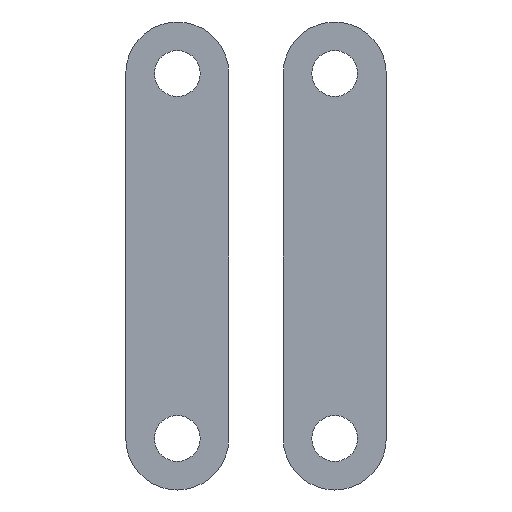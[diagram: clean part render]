
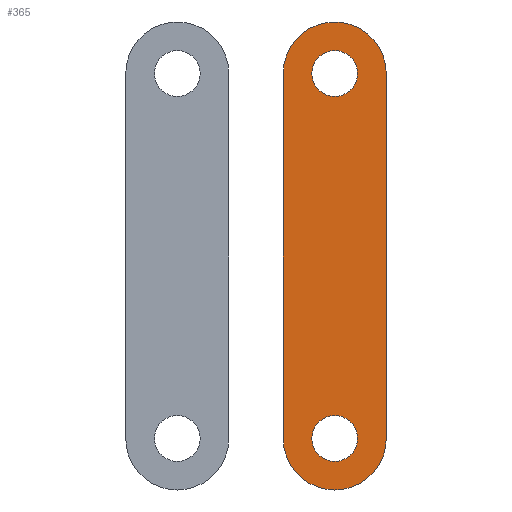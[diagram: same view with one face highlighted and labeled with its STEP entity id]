
A CAD part, front view. The second image highlights one B-rep face of the part: STEP entity #365.
In plain terms, the highlighted planar face has unit normal (0, -1, 0).
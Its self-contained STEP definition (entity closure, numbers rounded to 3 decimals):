
#17=FACE_BOUND('',#70,.T.);
#18=FACE_BOUND('',#71,.T.);
#31=PLANE('',#408);
#45=FACE_OUTER_BOUND('',#69,.T.);
#69=EDGE_LOOP('',(#269,#270,#271,#272));
#70=EDGE_LOOP('',(#273));
#71=EDGE_LOOP('',(#274));
#104=LINE('',#584,#128);
#108=LINE('',#594,#132);
#128=VECTOR('',#461,10.);
#132=VECTOR('',#473,10.);
#150=CIRCLE('',#402,3.6);
#152=CIRCLE('',#406,3.6);
#153=CIRCLE('',#409,1.6);
#154=CIRCLE('',#410,1.6);
#175=VERTEX_POINT('',#575);
#176=VERTEX_POINT('',#577);
#178=VERTEX_POINT('',#583);
#180=VERTEX_POINT('',#589);
#181=VERTEX_POINT('',#596);
#182=VERTEX_POINT('',#598);
#207=EDGE_CURVE('',#176,#175,#150,.T.);
#210=EDGE_CURVE('',#178,#176,#104,.T.);
#213=EDGE_CURVE('',#180,#178,#152,.T.);
#216=EDGE_CURVE('',#175,#180,#108,.T.);
#217=EDGE_CURVE('',#181,#181,#153,.T.);
#218=EDGE_CURVE('',#182,#182,#154,.T.);
#269=ORIENTED_EDGE('',*,*,#216,.T.);
#270=ORIENTED_EDGE('',*,*,#213,.T.);
#271=ORIENTED_EDGE('',*,*,#210,.T.);
#272=ORIENTED_EDGE('',*,*,#207,.T.);
#273=ORIENTED_EDGE('',*,*,#217,.T.);
#274=ORIENTED_EDGE('',*,*,#218,.T.);
#365=ADVANCED_FACE('',(#45,#17,#18),#31,.T.);
#402=AXIS2_PLACEMENT_3D('',#578,#455,#456);
#406=AXIS2_PLACEMENT_3D('',#590,#467,#468);
#408=AXIS2_PLACEMENT_3D('',#595,#474,#475);
#409=AXIS2_PLACEMENT_3D('',#597,#476,#477);
#410=AXIS2_PLACEMENT_3D('',#599,#478,#479);
#455=DIRECTION('center_axis',(0.,-1.,0.));
#456=DIRECTION('ref_axis',(-1.,0.,0.));
#461=DIRECTION('',(0.,0.,-1.));
#467=DIRECTION('center_axis',(0.,-1.,0.));
#468=DIRECTION('ref_axis',(1.,0.,-0.004));
#473=DIRECTION('',(0.,0.,1.));
#474=DIRECTION('center_axis',(0.,-1.,0.));
#475=DIRECTION('ref_axis',(0.,0.,-1.));
#476=DIRECTION('center_axis',(0.,1.,0.));
#477=DIRECTION('ref_axis',(1.,0.,0.));
#478=DIRECTION('center_axis',(0.,1.,0.));
#479=DIRECTION('ref_axis',(1.,0.,0.));
#575=CARTESIAN_POINT('',(9.1,-4.,-12.75));
#577=CARTESIAN_POINT('',(1.9,-4.,-12.75));
#578=CARTESIAN_POINT('Origin',(5.5,-4.,-12.75));
#583=CARTESIAN_POINT('',(1.9,-4.,12.75));
#584=CARTESIAN_POINT('',(1.9,-4.,6.375));
#589=CARTESIAN_POINT('',(9.1,-4.,12.765));
#590=CARTESIAN_POINT('Origin',(5.5,-4.,12.75));
#594=CARTESIAN_POINT('',(9.1,-4.,-6.375));
#595=CARTESIAN_POINT('Origin',(0.,-4.,0.));
#596=CARTESIAN_POINT('',(3.9,-4.,-12.75));
#597=CARTESIAN_POINT('Origin',(5.5,-4.,-12.75));
#598=CARTESIAN_POINT('',(3.9,-4.,12.75));
#599=CARTESIAN_POINT('Origin',(5.5,-4.,12.75));
